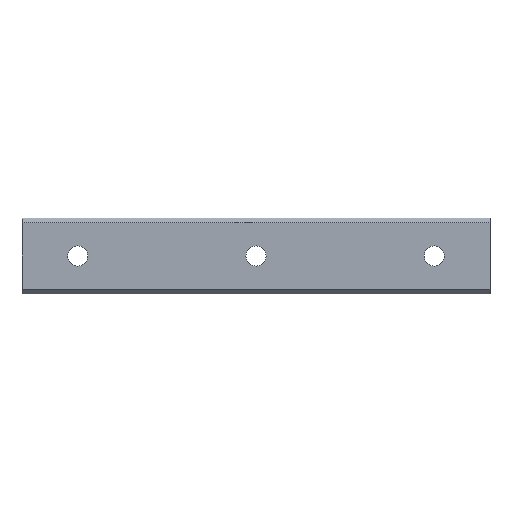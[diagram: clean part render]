
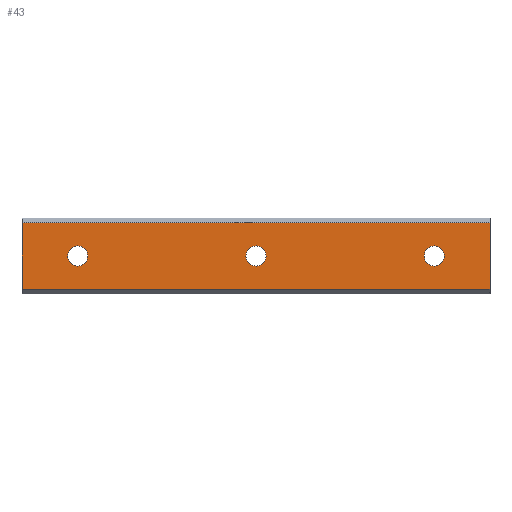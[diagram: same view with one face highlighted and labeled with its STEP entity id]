
A CAD part, front view. The second image highlights one B-rep face of the part: STEP entity #43.
In plain terms, the highlighted planar face has unit normal (0, -1, 0).
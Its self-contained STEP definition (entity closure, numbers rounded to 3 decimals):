
#9 = CIRCLE ( 'NONE', #120, 4.5 ) ;
#26 = ORIENTED_EDGE ( 'NONE', *, *, #1184, .F. ) ;
#33 = CARTESIAN_POINT ( 'NONE',  ( -25., 0., 14.95 ) ) ;
#43 = ADVANCED_FACE ( 'NONE', ( #1000, #384, #878, #899 ), #52, .F. ) ;
#52 = PLANE ( 'NONE',  #461 ) ;
#56 = CARTESIAN_POINT ( 'NONE',  ( 185., 0., -14.95 ) ) ;
#58 = AXIS2_PLACEMENT_3D ( 'NONE', #927, #203, #1351 ) ;
#120 = AXIS2_PLACEMENT_3D ( 'NONE', #445, #522, #746 ) ;
#138 = CARTESIAN_POINT ( 'NONE',  ( -25., 0., -14.95 ) ) ;
#148 = DIRECTION ( 'NONE',  ( 0., 0., 1. ) ) ;
#165 = EDGE_CURVE ( 'NONE', #493, #749, #433, .T. ) ;
#182 = ORIENTED_EDGE ( 'NONE', *, *, #747, .F. ) ;
#194 = CIRCLE ( 'NONE', #58, 4.5 ) ;
#203 = DIRECTION ( 'NONE',  ( 0., -1., 0. ) ) ;
#213 = VECTOR ( 'NONE', #516, 1000. ) ;
#269 = VERTEX_POINT ( 'NONE', #942 ) ;
#303 = CARTESIAN_POINT ( 'NONE',  ( 185., 0., 14.95 ) ) ;
#306 = CIRCLE ( 'NONE', #961, 4.5 ) ;
#312 = CARTESIAN_POINT ( 'NONE',  ( 0., 0., 0. ) ) ;
#335 = VECTOR ( 'NONE', #986, 1000. ) ;
#367 = CIRCLE ( 'NONE', #1142, 4.5 ) ;
#370 = DIRECTION ( 'NONE',  ( 0., 0., 1. ) ) ;
#374 = CARTESIAN_POINT ( 'NONE',  ( 185., 0., -14.95 ) ) ;
#384 = FACE_BOUND ( 'NONE', #567, .T. ) ;
#433 = LINE ( 'NONE', #33, #636 ) ;
#445 = CARTESIAN_POINT ( 'NONE',  ( 80., 0., 0. ) ) ;
#456 = ORIENTED_EDGE ( 'NONE', *, *, #1022, .F. ) ;
#460 = ORIENTED_EDGE ( 'NONE', *, *, #724, .F. ) ;
#461 = AXIS2_PLACEMENT_3D ( 'NONE', #468, #892, #370 ) ;
#462 = CARTESIAN_POINT ( 'NONE',  ( 160., 0., 0. ) ) ;
#468 = CARTESIAN_POINT ( 'NONE',  ( 185., 0., 14.95 ) ) ;
#493 = VERTEX_POINT ( 'NONE', #138 ) ;
#498 = EDGE_CURVE ( 'NONE', #749, #1281, #729, .T. ) ;
#506 = ORIENTED_EDGE ( 'NONE', *, *, #1178, .F. ) ;
#516 = DIRECTION ( 'NONE',  ( 0., 0., -1. ) ) ;
#522 = DIRECTION ( 'NONE',  ( 0., -1., 0. ) ) ;
#567 = EDGE_LOOP ( 'NONE', ( #26, #872 ) ) ;
#589 = DIRECTION ( 'NONE',  ( 0., -1., 0. ) ) ;
#617 = LINE ( 'NONE', #303, #213 ) ;
#636 = VECTOR ( 'NONE', #950, 1000. ) ;
#642 = ORIENTED_EDGE ( 'NONE', *, *, #165, .F. ) ;
#689 = CARTESIAN_POINT ( 'NONE',  ( 0., 0., 4.5 ) ) ;
#701 = VERTEX_POINT ( 'NONE', #1344 ) ;
#723 = DIRECTION ( 'NONE',  ( 0., 0., 1. ) ) ;
#724 = EDGE_CURVE ( 'NONE', #1281, #1007, #617, .T. ) ;
#729 = LINE ( 'NONE', #767, #335 ) ;
#735 = CARTESIAN_POINT ( 'NONE',  ( 160., 0., -4.5 ) ) ;
#745 = CARTESIAN_POINT ( 'NONE',  ( 185., 0., 14.95 ) ) ;
#746 = DIRECTION ( 'NONE',  ( 0., 0., 1. ) ) ;
#747 = EDGE_CURVE ( 'NONE', #269, #1254, #306, .T. ) ;
#749 = VERTEX_POINT ( 'NONE', #1146 ) ;
#767 = CARTESIAN_POINT ( 'NONE',  ( 185., 0., 14.95 ) ) ;
#777 = EDGE_CURVE ( 'NONE', #1091, #1027, #367, .T. ) ;
#872 = ORIENTED_EDGE ( 'NONE', *, *, #777, .F. ) ;
#878 = FACE_BOUND ( 'NONE', #1358, .T. ) ;
#879 = AXIS2_PLACEMENT_3D ( 'NONE', #1131, #1242, #1361 ) ;
#890 = DIRECTION ( 'NONE',  ( 0., -1., 0. ) ) ;
#892 = DIRECTION ( 'NONE',  ( 0., 1., 0. ) ) ;
#899 = FACE_BOUND ( 'NONE', #955, .T. ) ;
#919 = EDGE_CURVE ( 'NONE', #701, #1308, #9, .T. ) ;
#927 = CARTESIAN_POINT ( 'NONE',  ( 80., 0., 0. ) ) ;
#929 = CARTESIAN_POINT ( 'NONE',  ( 160., 0., 0. ) ) ;
#938 = CARTESIAN_POINT ( 'NONE',  ( 0., 0., -4.5 ) ) ;
#939 = CIRCLE ( 'NONE', #1314, 4.5 ) ;
#942 = CARTESIAN_POINT ( 'NONE',  ( 160., 0., 4.5 ) ) ;
#950 = DIRECTION ( 'NONE',  ( 0., 0., 1. ) ) ;
#955 = EDGE_LOOP ( 'NONE', ( #1104, #506 ) ) ;
#956 = CARTESIAN_POINT ( 'NONE',  ( 80., 0., -4.5 ) ) ;
#961 = AXIS2_PLACEMENT_3D ( 'NONE', #929, #589, #723 ) ;
#972 = EDGE_LOOP ( 'NONE', ( #1009, #460, #1003, #642 ) ) ;
#982 = DIRECTION ( 'NONE',  ( -1., 0., 0. ) ) ;
#986 = DIRECTION ( 'NONE',  ( 1., 0., 0. ) ) ;
#997 = EDGE_CURVE ( 'NONE', #1007, #493, #1012, .T. ) ;
#1000 = FACE_OUTER_BOUND ( 'NONE', #972, .T. ) ;
#1003 = ORIENTED_EDGE ( 'NONE', *, *, #498, .F. ) ;
#1007 = VERTEX_POINT ( 'NONE', #56 ) ;
#1009 = ORIENTED_EDGE ( 'NONE', *, *, #997, .F. ) ;
#1012 = LINE ( 'NONE', #374, #1121 ) ;
#1021 = DIRECTION ( 'NONE',  ( 0., -1., 0. ) ) ;
#1022 = EDGE_CURVE ( 'NONE', #1254, #269, #939, .T. ) ;
#1027 = VERTEX_POINT ( 'NONE', #689 ) ;
#1078 = CIRCLE ( 'NONE', #879, 4.5 ) ;
#1091 = VERTEX_POINT ( 'NONE', #938 ) ;
#1104 = ORIENTED_EDGE ( 'NONE', *, *, #919, .F. ) ;
#1121 = VECTOR ( 'NONE', #982, 1000. ) ;
#1131 = CARTESIAN_POINT ( 'NONE',  ( 0., 0., 0. ) ) ;
#1142 = AXIS2_PLACEMENT_3D ( 'NONE', #312, #1021, #1151 ) ;
#1146 = CARTESIAN_POINT ( 'NONE',  ( -25., 0., 14.95 ) ) ;
#1151 = DIRECTION ( 'NONE',  ( 0., 0., 1. ) ) ;
#1178 = EDGE_CURVE ( 'NONE', #1308, #701, #194, .T. ) ;
#1184 = EDGE_CURVE ( 'NONE', #1027, #1091, #1078, .T. ) ;
#1242 = DIRECTION ( 'NONE',  ( 0., -1., 0. ) ) ;
#1254 = VERTEX_POINT ( 'NONE', #735 ) ;
#1281 = VERTEX_POINT ( 'NONE', #745 ) ;
#1308 = VERTEX_POINT ( 'NONE', #956 ) ;
#1314 = AXIS2_PLACEMENT_3D ( 'NONE', #462, #890, #148 ) ;
#1344 = CARTESIAN_POINT ( 'NONE',  ( 80., 0., 4.5 ) ) ;
#1351 = DIRECTION ( 'NONE',  ( 0., 0., 1. ) ) ;
#1358 = EDGE_LOOP ( 'NONE', ( #182, #456 ) ) ;
#1361 = DIRECTION ( 'NONE',  ( 0., 0., 1. ) ) ;
